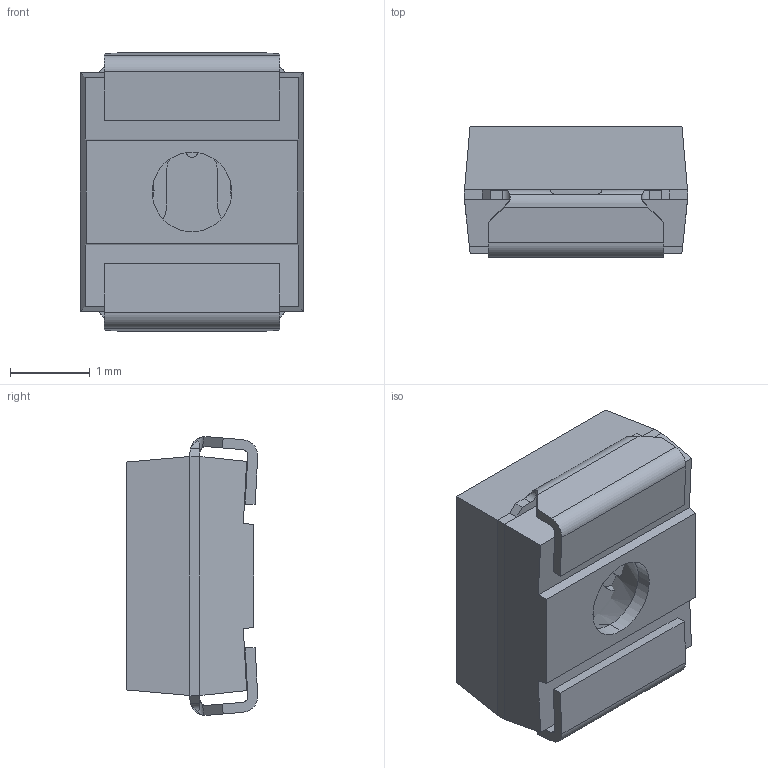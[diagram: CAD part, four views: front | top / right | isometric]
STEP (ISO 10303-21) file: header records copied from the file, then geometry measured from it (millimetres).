
FILE_DESCRIPTION (( 'STEP AP214' ), '1' );
FILE_NAME ('User Library-VSMY3850_PLCC-2.STEP', '2020-06-26T17:35:54', ( '' ), ( '' ), 'SwSTEP 2.0', 'SolidWorks 2019', '' );
FILE_SCHEMA (( 'AUTOMOTIVE_DESIGN' ));
Length unit declared in the file: inch
Products named in the file (5): TEIL1.stp; LFR1; User Library-VSMY3850_PLCC-2; LFR2; PLCC2-Case
Assembly tree (4 placements, depth 2):
  User Library-VSMY3850_PLCC-2
    PLCC2-Case
    TEIL1.stp
    LFR1
    LFR2
Bounding box: 2.8 x 1.65 x 3.5 mm (x, y, z)
Volume: 12.6 mm3; surface area: 74.1 mm2
Topology: 4 solids, 4 shells, 178 faces, 500 edges, 327 vertices
Faces by surface type: plane 91, cylinder 83, cone 4
Entity records: 6101 total; most frequent: CARTESIAN_POINT 1271, ORIENTED_EDGE 1000, DIRECTION 919, EDGE_CURVE 500, VERTEX_POINT 327, AXIS2_PLACEMENT_3D 309, VECTOR 301, LINE 301
